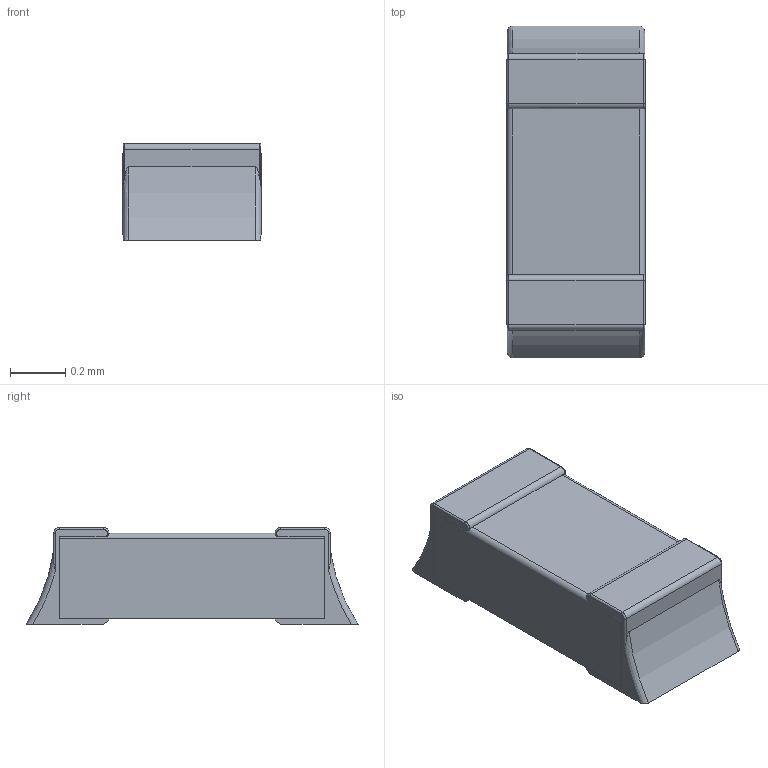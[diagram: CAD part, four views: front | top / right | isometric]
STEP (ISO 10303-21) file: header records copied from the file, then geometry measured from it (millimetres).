
FILE_DESCRIPTION (( 'STEP AP214' ), '1' );
FILE_NAME ('User Library-R0402-2.STEP', '2018-02-02T03:55:11', ( '' ), ( '' ), 'SwSTEP 2.0', 'SolidWorks 2018', '' );
FILE_SCHEMA (( 'AUTOMOTIVE_DESIGN' ));
Length unit declared in the file: millimetre
Products named in the file (1): User Library-R0402-2
Bounding box: 0.5 x 1.2 x 0.35 mm (x, y, z)
Volume: 0.2 mm3; surface area: 2.1 mm2
Topology: 1 solids, 1 shells, 50 faces, 131 edges, 83 vertices
Faces by surface type: plane 19, cylinder 16, torus 9, bspline 6
Entity records: 2419 total; most frequent: CARTESIAN_POINT 703, ORIENTED_EDGE 262, DIRECTION 232, EDGE_CURVE 131, AXIS2_PLACEMENT_3D 84, VERTEX_POINT 83, VECTOR 64, LINE 64
